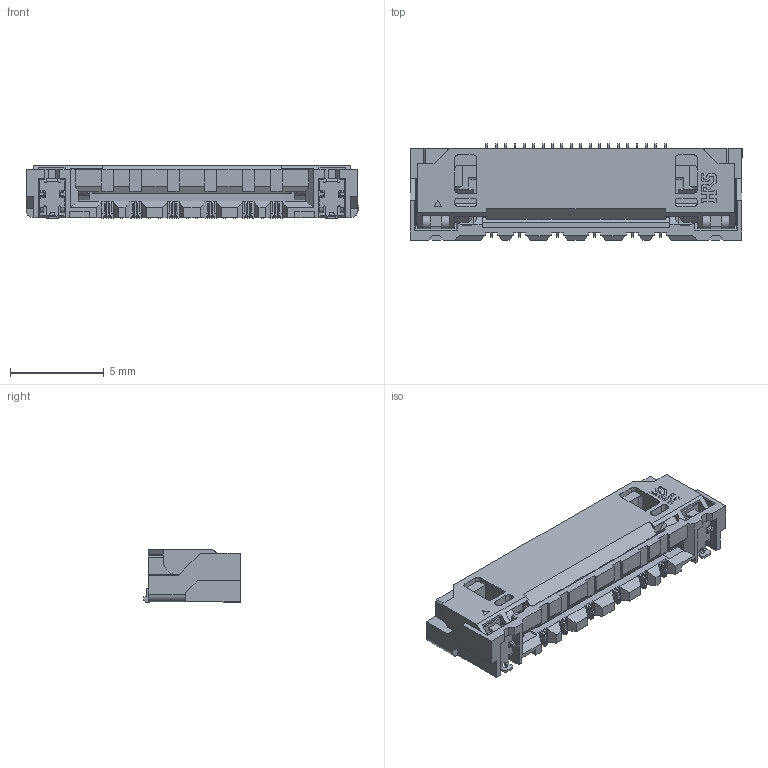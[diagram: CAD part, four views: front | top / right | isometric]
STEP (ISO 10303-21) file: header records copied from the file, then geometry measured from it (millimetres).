
FILE_DESCRIPTION(('Creo Elements/Direct Modeling STEP Export'),'2;1');
FILE_NAME('FH63S-20S-0.5SH.stp','2019-09-30T17:42:09',(''),(''),'Creo Elements/Direct Modeling STEP processor for AP214 (Solid Model)','Creo Elements/Direct Modeling 19.0F 14-Feb-2017 (C) Parametric Technology GmbH','');
FILE_SCHEMA(('AUTOMOTIVE_DESIGN { 1 0 10303 214 1 1 1 1 }'));
Length unit declared in the file: millimetre
Products named in the file (2): FH63S-20S-0.5SH
Assembly tree (1 placements, depth 2):
  FH63S-20S-0.5SH
    FH63S-20S-0.5SH
Bounding box: 17.7 x 5.15 x 2.8 mm (x, y, z)
Volume: 171.7 mm3; surface area: 569.8 mm2
Topology: 1 solids, 1 shells, 1244 faces, 3666 edges, 2394 vertices
Faces by surface type: plane 966, cylinder 276, cone 2
Entity records: 43095 total; most frequent: ORIENTED_EDGE 7332, CARTESIAN_POINT 7207, DIRECTION 6539, EDGE_CURVE 3666, VECTOR 3035, LINE 3035, VERTEX_POINT 2394, AXIS2_PLACEMENT_3D 1752
